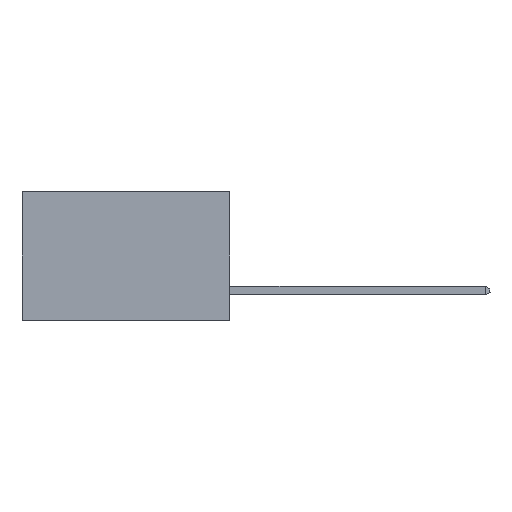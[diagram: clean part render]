
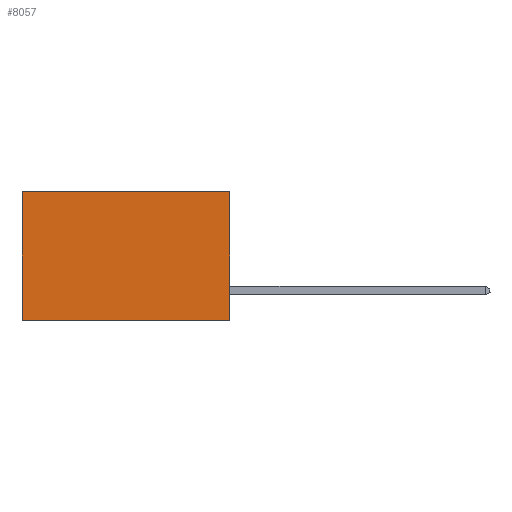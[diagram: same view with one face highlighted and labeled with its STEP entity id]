
A CAD part, left-side view. The second image highlights one B-rep face of the part: STEP entity #8057.
In plain terms, the highlighted planar face has unit normal (-1, 0, 0).
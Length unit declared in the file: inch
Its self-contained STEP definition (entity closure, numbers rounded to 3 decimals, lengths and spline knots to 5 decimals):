
#194 = VECTOR ( 'NONE', #8795, 39.37008 ) ;
#266 = ORIENTED_EDGE ( 'NONE', *, *, #4470, .F. ) ;
#297 = EDGE_LOOP ( 'NONE', ( #1703, #266, #7758, #7530 ) ) ;
#482 = EDGE_CURVE ( 'NONE', #782, #6087, #1306, .T. ) ;
#738 = CARTESIAN_POINT ( 'NONE',  ( 0.298, 0., -0.37 ) ) ;
#782 = VERTEX_POINT ( 'NONE', #1322 ) ;
#990 = LINE ( 'NONE', #2620, #5642 ) ;
#1306 = LINE ( 'NONE', #5796, #5020 ) ;
#1322 = CARTESIAN_POINT ( 'NONE',  ( 0.298, 0., 0. ) ) ;
#1703 = ORIENTED_EDGE ( 'NONE', *, *, #5403, .T. ) ;
#2062 = CARTESIAN_POINT ( 'NONE',  ( 0.298, 0., 0. ) ) ;
#2156 = AXIS2_PLACEMENT_3D ( 'NONE', #2062, #5923, #8811 ) ;
#2620 = CARTESIAN_POINT ( 'NONE',  ( 0.298, 0.6, 0. ) ) ;
#3569 = CARTESIAN_POINT ( 'NONE',  ( 0.298, 0., 0. ) ) ;
#3573 = CARTESIAN_POINT ( 'NONE',  ( 0.298, 0.6, 0. ) ) ;
#3623 = DIRECTION ( 'NONE',  ( 0., 0., -1. ) ) ;
#3634 = FACE_OUTER_BOUND ( 'NONE', #297, .T. ) ;
#3868 = EDGE_CURVE ( 'NONE', #782, #5364, #5940, .T. ) ;
#4470 = EDGE_CURVE ( 'NONE', #5364, #5303, #6636, .T. ) ;
#5020 = VECTOR ( 'NONE', #7376, 39.37008 ) ;
#5146 = PLANE ( 'NONE',  #2156 ) ;
#5303 = VERTEX_POINT ( 'NONE', #8021 ) ;
#5364 = VERTEX_POINT ( 'NONE', #6422 ) ;
#5403 = EDGE_CURVE ( 'NONE', #6087, #5303, #990, .T. ) ;
#5642 = VECTOR ( 'NONE', #3623, 39.37008 ) ;
#5796 = CARTESIAN_POINT ( 'NONE',  ( 0.298, 0., 0. ) ) ;
#5923 = DIRECTION ( 'NONE',  ( 1., 0., 0. ) ) ;
#5940 = LINE ( 'NONE', #3569, #194 ) ;
#6087 = VERTEX_POINT ( 'NONE', #3573 ) ;
#6422 = CARTESIAN_POINT ( 'NONE',  ( 0.298, 0., -0.37 ) ) ;
#6636 = LINE ( 'NONE', #738, #6881 ) ;
#6881 = VECTOR ( 'NONE', #8981, 39.37008 ) ;
#7376 = DIRECTION ( 'NONE',  ( 0., 1., 0. ) ) ;
#7530 = ORIENTED_EDGE ( 'NONE', *, *, #482, .T. ) ;
#7758 = ORIENTED_EDGE ( 'NONE', *, *, #3868, .F. ) ;
#8021 = CARTESIAN_POINT ( 'NONE',  ( 0.298, 0.6, -0.37 ) ) ;
#8057 = ADVANCED_FACE ( 'NONE', ( #3634 ), #5146, .F. ) ;
#8795 = DIRECTION ( 'NONE',  ( 0., 0., -1. ) ) ;
#8811 = DIRECTION ( 'NONE',  ( 0., 0., -1. ) ) ;
#8981 = DIRECTION ( 'NONE',  ( 0., 1., 0. ) ) ;
